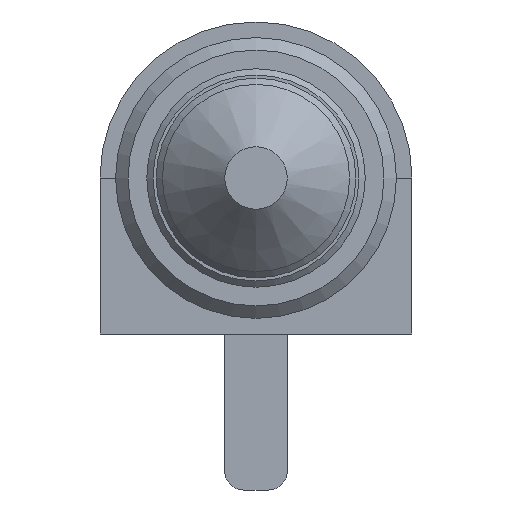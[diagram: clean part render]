
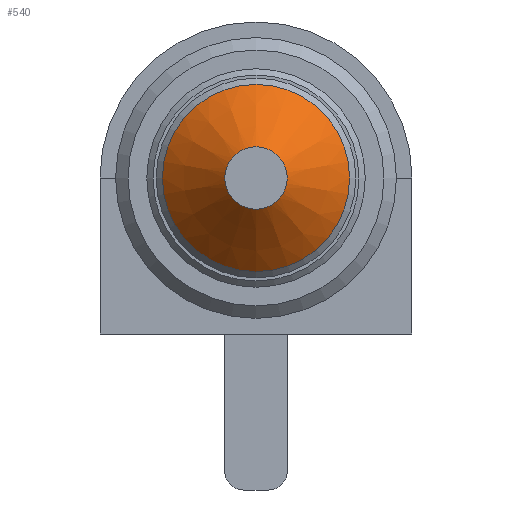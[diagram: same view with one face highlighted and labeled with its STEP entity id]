
A CAD part, left-side view. The second image highlights one B-rep face of the part: STEP entity #540.
In plain terms, the highlighted conical face has half-angle 45 degrees and reference radius 1.5 mm.
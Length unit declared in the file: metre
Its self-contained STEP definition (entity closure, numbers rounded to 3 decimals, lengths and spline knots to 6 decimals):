
#434 = EDGE_CURVE( '', #974, #974, #975, .T. );
#470 = EDGE_CURVE( '', #1021, #1021, #1022, .T. );
#540 = ADVANCED_FACE( '', ( #1117, #1118 ), #1119, .T. );
#974 = VERTEX_POINT( '', #1662 );
#975 = CIRCLE( '', #1663, 0.0005 );
#1021 = VERTEX_POINT( '', #1731 );
#1022 = CIRCLE( '', #1732, 0.0015 );
#1117 = FACE_OUTER_BOUND( '', #1858, .T. );
#1118 = FACE_BOUND( '', #1859, .T. );
#1119 = CONICAL_SURFACE( '', #1860, 0.0015, 0.785 );
#1662 = CARTESIAN_POINT( '', ( -0.01331, -0.000016, 0.003023 ) );
#1663 = AXIS2_PLACEMENT_3D( '', #2397, #2398, #2399 );
#1731 = CARTESIAN_POINT( '', ( -0.01231, -0.000016, 0.001023 ) );
#1732 = AXIS2_PLACEMENT_3D( '', #2453, #2454, #2455 );
#1858 = EDGE_LOOP( '', ( #2603 ) );
#1859 = EDGE_LOOP( '', ( #2604 ) );
#1860 = AXIS2_PLACEMENT_3D( '', #2605, #2606, #2607 );
#2397 = CARTESIAN_POINT( '', ( -0.01331, -0.000016, 0.002523 ) );
#2398 = DIRECTION( '', ( 1., 0., 0. ) );
#2399 = DIRECTION( '', ( 0., 0., 1. ) );
#2453 = CARTESIAN_POINT( '', ( -0.01231, -0.000016, 0.002523 ) );
#2454 = DIRECTION( '', ( 1., 0., 0. ) );
#2455 = DIRECTION( '', ( 0., 0., -1. ) );
#2603 = ORIENTED_EDGE( '', *, *, #470, .F. );
#2604 = ORIENTED_EDGE( '', *, *, #434, .T. );
#2605 = CARTESIAN_POINT( '', ( -0.01231, -0.000016, 0.002523 ) );
#2606 = DIRECTION( '', ( 1., 0., 0. ) );
#2607 = DIRECTION( '', ( 0., 0., 1. ) );
